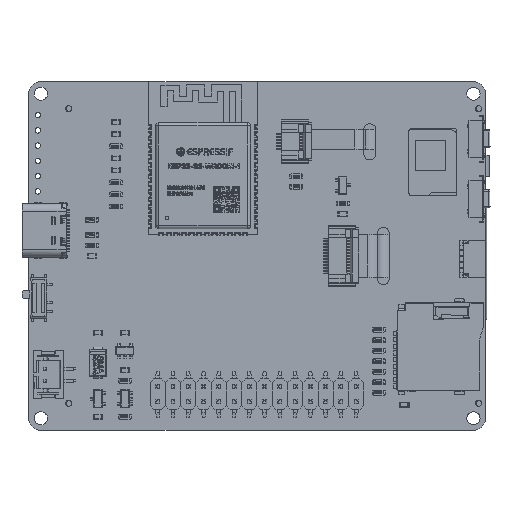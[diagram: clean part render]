
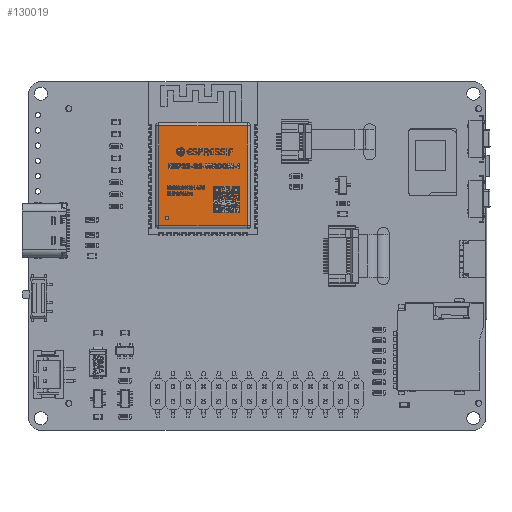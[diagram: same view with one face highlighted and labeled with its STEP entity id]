
A CAD part, top view. The second image highlights one B-rep face of the part: STEP entity #130019.
In plain terms, the highlighted face is planar.
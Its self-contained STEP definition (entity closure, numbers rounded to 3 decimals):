
#129462 = VERTEX_POINT('',#129463);
#129463 = CARTESIAN_POINT('',(-5.725,2.3,7.));
#129479 = EDGE_CURVE('',#129462,#129462,#129480,.T.);
#129480 = CIRCLE('',#129481,0.275);
#129481 = AXIS2_PLACEMENT_3D('',#129482,#129483,#129484);
#129482 = CARTESIAN_POINT('',(-6.,2.3,7.));
#129483 = DIRECTION('',(0.,-1.,0.));
#129484 = DIRECTION('',(-1.,0.,0.));
#129634 = VERTEX_POINT('',#129635);
#129635 = CARTESIAN_POINT('',(7.4,2.3,-8.3));
#129701 = VERTEX_POINT('',#129702);
#129702 = CARTESIAN_POINT('',(7.4,2.3,8.3));
#129768 = EDGE_CURVE('',#129634,#129701,#129769,.T.);
#129769 = LINE('',#129770,#129771);
#129770 = CARTESIAN_POINT('',(7.4,2.3,4.4));
#129771 = VECTOR('',#129772,1.);
#129772 = DIRECTION('',(0.,0.,1.));
#129790 = VERTEX_POINT('',#129791);
#129791 = CARTESIAN_POINT('',(-7.4,2.3,-8.3));
#129857 = VERTEX_POINT('',#129858);
#129858 = CARTESIAN_POINT('',(-7.4,2.3,8.3));
#129924 = EDGE_CURVE('',#129701,#129857,#129925,.T.);
#129925 = LINE('',#129926,#129927);
#129926 = CARTESIAN_POINT('',(-3.95,2.3,8.3));
#129927 = VECTOR('',#129928,1.);
#129928 = DIRECTION('',(-1.,0.,0.));
#129946 = EDGE_CURVE('',#129857,#129790,#129947,.T.);
#129947 = LINE('',#129948,#129949);
#129948 = CARTESIAN_POINT('',(-7.4,2.3,-4.4));
#129949 = VECTOR('',#129950,1.);
#129950 = DIRECTION('',(0.,0.,-1.));
#129968 = EDGE_CURVE('',#129790,#129634,#129969,.T.);
#129969 = LINE('',#129970,#129971);
#129970 = CARTESIAN_POINT('',(3.95,2.3,-8.3));
#129971 = VECTOR('',#129972,1.);
#129972 = DIRECTION('',(1.,0.,0.));
#130019 = ADVANCED_FACE('',(#130020,#130026),#130029,.T.);
#130020 = FACE_BOUND('',#130021,.T.);
#130021 = EDGE_LOOP('',(#130022,#130023,#130024,#130025));
#130022 = ORIENTED_EDGE('',*,*,#129768,.F.);
#130023 = ORIENTED_EDGE('',*,*,#129968,.F.);
#130024 = ORIENTED_EDGE('',*,*,#129946,.F.);
#130025 = ORIENTED_EDGE('',*,*,#129924,.F.);
#130026 = FACE_BOUND('',#130027,.T.);
#130027 = EDGE_LOOP('',(#130028));
#130028 = ORIENTED_EDGE('',*,*,#129479,.T.);
#130029 = PLANE('',#130030);
#130030 = AXIS2_PLACEMENT_3D('',#130031,#130032,#130033);
#130031 = CARTESIAN_POINT('',(0.,2.3,0.));
#130032 = DIRECTION('',(0.,1.,0.));
#130033 = DIRECTION('',(0.,0.,1.));
